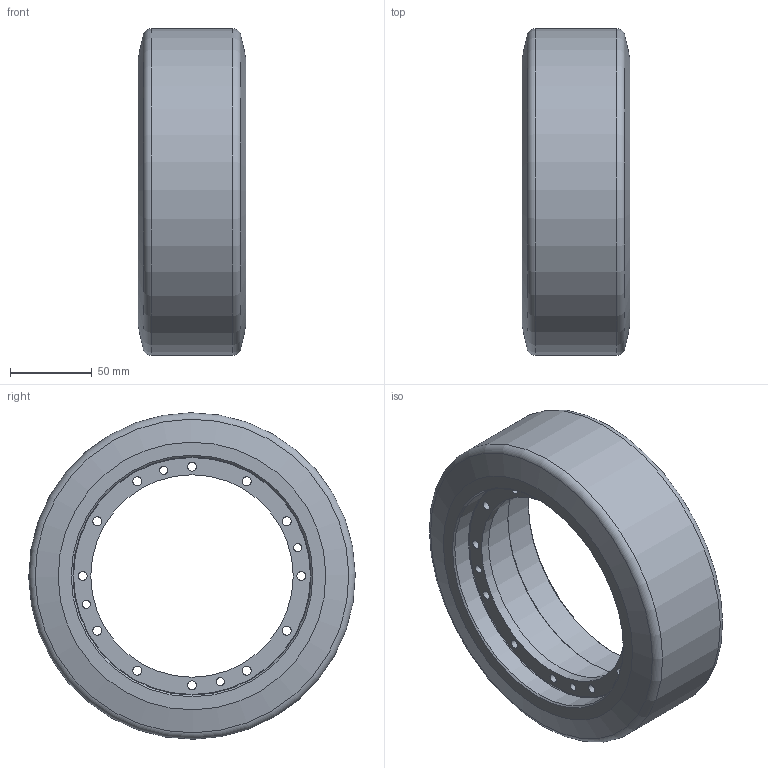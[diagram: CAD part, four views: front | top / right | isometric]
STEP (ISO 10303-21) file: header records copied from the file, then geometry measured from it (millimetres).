
FILE_DESCRIPTION(/* description */ (''),/* implementation_level */ '2;1');
FILE_NAME(/* name */ 'CH62675G.stp',/* time_stamp */ '2023-08-23T11:36:03+09:00',/* author */ ('ta12347939'),/* organization */ (''),/* preprocessor_version */ 'ST-DEVELOPER v18.1',/* originating_system */ 'Autodesk Inventor 2021',/* authorisation */ '');
FILE_SCHEMA (('AUTOMOTIVE_DESIGN { 1 0 10303 214 3 1 1 }'));
Length unit declared in the file: millimetre
Products named in the file (1): CH62675G
Bounding box: 66 x 199.99 x 199.99 mm (x, y, z)
Volume: 949287.9 mm3; surface area: 104065 mm2
Topology: 1 solids, 1 shells, 36 faces, 122 edges, 92 vertices
Faces by surface type: cylinder 22, plane 6, cone 4, torus 4
Full cylindrical faces by diameter (mm): 4.917 x4, 5.5 x12, 124 x1, 145 x1, 145.5 x1, 146 x1, 146.5 x1, 200 x1
Entity records: 1601 total; most frequent: DIRECTION 292, CARTESIAN_POINT 251, ORIENTED_EDGE 244, AXIS2_PLACEMENT_3D 133, EDGE_CURVE 122, CIRCLE 96, VERTEX_POINT 92, EDGE_LOOP 74
